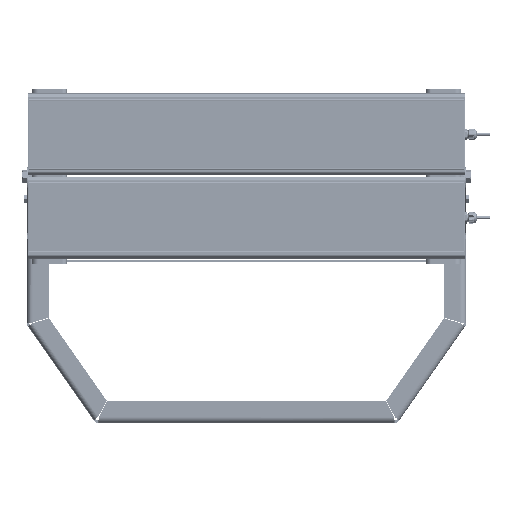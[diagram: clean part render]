
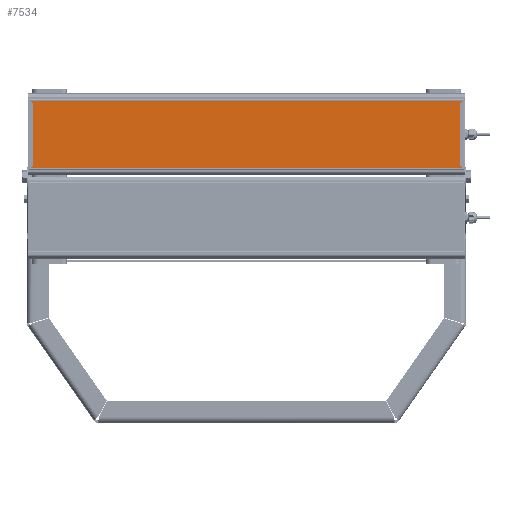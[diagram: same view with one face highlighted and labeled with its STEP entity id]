
A CAD part, front view. The second image highlights one B-rep face of the part: STEP entity #7534.
In plain terms, the highlighted face is planar.
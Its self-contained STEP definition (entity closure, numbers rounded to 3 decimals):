
#7534=ADVANCED_FACE('',(#23605),#23607,.T.);
#23605=FACE_BOUND('',#23606,.T.);
#23606=EDGE_LOOP('',(#55130,#55131,#55132,#55133));
#23607=PLANE('',#23608);
#23608=AXIS2_PLACEMENT_3D('',#23609,#23610,#23611);
#23609=CARTESIAN_POINT('',(2111.497,401.002,-34.582));
#23610=DIRECTION('',(0.,0.,-1.));
#23611=DIRECTION('',(0.,1.,0.));
#55130=ORIENTED_EDGE('',*,*,#63320,.F.);
#55131=ORIENTED_EDGE('',*,*,#63319,.T.);
#55132=ORIENTED_EDGE('',*,*,#63321,.F.);
#55133=ORIENTED_EDGE('',*,*,#63322,.F.);
#63319=EDGE_CURVE('',#71281,#71285,#71287,.T.);
#63320=EDGE_CURVE('',#71281,#71288,#71289,.T.);
#63321=EDGE_CURVE('',#71290,#71285,#71291,.T.);
#63322=EDGE_CURVE('',#71288,#71290,#71292,.T.);
#71281=VERTEX_POINT('',#102615);
#71285=VERTEX_POINT('',#102623);
#71287=LINE('',#102627,#102628);
#71288=VERTEX_POINT('',#102630);
#71289=LINE('',#102631,#102632);
#71290=VERTEX_POINT('',#102634);
#71291=LINE('',#102635,#102636);
#71292=LINE('',#102638,#102639);
#102615=CARTESIAN_POINT('',(2111.497,565.13,-34.582));
#102623=CARTESIAN_POINT('',(3107.497,565.13,-34.582));
#102627=CARTESIAN_POINT('',(2111.497,565.13,-34.582));
#102628=VECTOR('',#102629,1.);
#102629=DIRECTION('',(1.,0.,0.));
#102630=CARTESIAN_POINT('',(2111.497,401.002,-34.582));
#102631=CARTESIAN_POINT('',(2111.497,565.13,-34.582));
#102632=VECTOR('',#102633,1.);
#102633=DIRECTION('',(0.,-1.,0.));
#102634=CARTESIAN_POINT('',(3107.497,401.002,-34.582));
#102635=CARTESIAN_POINT('',(3107.497,401.002,-34.582));
#102636=VECTOR('',#102637,1.);
#102637=DIRECTION('',(0.,1.,0.));
#102638=CARTESIAN_POINT('',(2111.497,401.002,-34.582));
#102639=VECTOR('',#102640,1.);
#102640=DIRECTION('',(1.,0.,0.));
